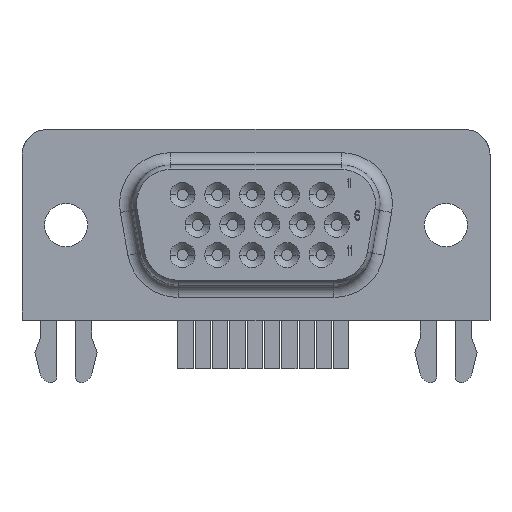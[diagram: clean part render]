
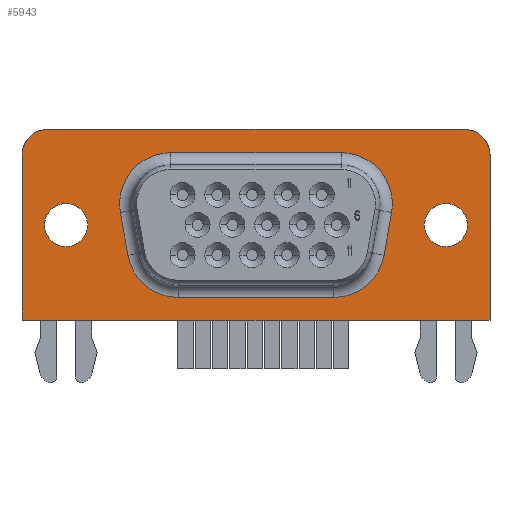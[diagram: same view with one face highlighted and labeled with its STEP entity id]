
A CAD part, top view. The second image highlights one B-rep face of the part: STEP entity #5943.
In plain terms, the highlighted planar face has unit normal (0, 0, 1).
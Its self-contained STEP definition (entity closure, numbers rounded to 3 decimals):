
#611=DIRECTION('',(-0.174,-0.985,0.));
#612=VECTOR('',#611,2.864);
#613=CARTESIAN_POINT('',(8.927,0.828,-6.));
#614=LINE('',#613,#612);
#625=CARTESIAN_POINT('',(5.625,1.41,-6.));
#626=DIRECTION('',(0.,0.,-1.));
#627=DIRECTION('',(0.,1.,0.));
#628=AXIS2_PLACEMENT_3D('',#625,#626,#627);
#639=DIRECTION('',(1.,0.,0.));
#640=VECTOR('',#639,11.25);
#641=CARTESIAN_POINT('',(-5.625,4.763,-6.));
#642=LINE('',#641,#640);
#653=CARTESIAN_POINT('',(-5.625,1.41,-6.));
#654=DIRECTION('',(0.,0.,-1.));
#655=DIRECTION('',(-0.985,-0.174,0.));
#656=AXIS2_PLACEMENT_3D('',#653,#654,#655);
#667=DIRECTION('',(-0.174,0.985,0.));
#668=VECTOR('',#667,2.864);
#669=CARTESIAN_POINT('',(-8.43,-1.992,-6.));
#670=LINE('',#669,#668);
#681=CARTESIAN_POINT('',(-5.128,-1.41,-6.));
#682=DIRECTION('',(0.,0.,-1.));
#683=DIRECTION('',(0.,-1.,0.));
#684=AXIS2_PLACEMENT_3D('',#681,#682,#683);
#695=DIRECTION('',(-1.,0.,0.));
#696=VECTOR('',#695,10.256);
#697=CARTESIAN_POINT('',(5.128,-4.763,-6.));
#698=LINE('',#697,#696);
#709=CARTESIAN_POINT('',(5.128,-1.41,-6.));
#710=DIRECTION('',(0.,0.,-1.));
#711=DIRECTION('',(0.985,-0.174,0.));
#712=AXIS2_PLACEMENT_3D('',#709,#710,#711);
#714=DIRECTION('',(1.,0.,0.));
#715=VECTOR('',#714,27.4);
#716=CARTESIAN_POINT('',(-13.7,6.3,-6.));
#717=LINE('',#716,#715);
#718=CARTESIAN_POINT('',(12.5,0.,-6.));
#719=DIRECTION('',(0.,0.,1.));
#720=DIRECTION('',(1.,0.,0.));
#721=AXIS2_PLACEMENT_3D('',#718,#719,#720);
#723=CARTESIAN_POINT('',(12.5,0.,-6.));
#724=DIRECTION('',(0.,0.,1.));
#725=DIRECTION('',(-1.,0.,0.));
#726=AXIS2_PLACEMENT_3D('',#723,#724,#725);
#728=CARTESIAN_POINT('',(-12.5,0.,-6.));
#729=DIRECTION('',(0.,0.,1.));
#730=DIRECTION('',(1.,0.,0.));
#731=AXIS2_PLACEMENT_3D('',#728,#729,#730);
#733=CARTESIAN_POINT('',(-12.5,0.,-6.));
#734=DIRECTION('',(0.,0.,1.));
#735=DIRECTION('',(-1.,0.,0.));
#736=AXIS2_PLACEMENT_3D('',#733,#734,#735);
#748=CARTESIAN_POINT('',(13.7,4.6,-6.));
#749=DIRECTION('',(0.,0.,1.));
#750=DIRECTION('',(1.,0.,0.));
#751=AXIS2_PLACEMENT_3D('',#748,#749,#750);
#793=DIRECTION('',(0.,-1.,0.));
#794=VECTOR('',#793,10.85);
#795=CARTESIAN_POINT('',(15.4,4.6,-6.));
#796=LINE('',#795,#794);
#1206=DIRECTION('',(1.,0.,0.));
#1207=VECTOR('',#1206,30.8);
#1208=CARTESIAN_POINT('',(-15.4,-6.25,-6.));
#1209=LINE('',#1208,#1207);
#2000=DIRECTION('',(0.,-1.,0.));
#2001=VECTOR('',#2000,10.85);
#2002=CARTESIAN_POINT('',(-15.4,4.6,-6.));
#2003=LINE('',#2002,#2001);
#2102=CARTESIAN_POINT('',(-13.7,4.6,-6.));
#2103=DIRECTION('',(0.,0.,1.));
#2104=DIRECTION('',(0.,1.,0.));
#2105=AXIS2_PLACEMENT_3D('',#2102,#2103,#2104);
#4028=CARTESIAN_POINT('',(-15.4,-6.25,-6.));
#4030=VERTEX_POINT('',#4028);
#4038=CARTESIAN_POINT('',(15.4,-6.25,-6.));
#4040=VERTEX_POINT('',#4038);
#4060=CARTESIAN_POINT('',(15.4,4.6,-6.));
#4061=CARTESIAN_POINT('',(13.7,6.3,-6.));
#4062=VERTEX_POINT('',#4060);
#4063=VERTEX_POINT('',#4061);
#4066=CARTESIAN_POINT('',(-13.7,6.3,-6.));
#4068=VERTEX_POINT('',#4066);
#4070=CARTESIAN_POINT('',(-15.4,4.6,-6.));
#4071=VERTEX_POINT('',#4070);
#4072=CARTESIAN_POINT('',(13.92,0.,-6.));
#4073=CARTESIAN_POINT('',(11.08,0.,-6.));
#4074=VERTEX_POINT('',#4072);
#4075=VERTEX_POINT('',#4073);
#4076=CARTESIAN_POINT('',(-11.08,0.,-6.));
#4077=CARTESIAN_POINT('',(-13.92,0.,-6.));
#4078=VERTEX_POINT('',#4076);
#4079=VERTEX_POINT('',#4077);
#4084=CARTESIAN_POINT('',(-5.625,4.763,-6.));
#4085=CARTESIAN_POINT('',(5.625,4.763,-6.));
#4086=VERTEX_POINT('',#4084);
#4087=VERTEX_POINT('',#4085);
#4090=CARTESIAN_POINT('',(-8.927,0.828,-6.));
#4091=VERTEX_POINT('',#4090);
#4094=CARTESIAN_POINT('',(-8.43,-1.992,-6.));
#4095=VERTEX_POINT('',#4094);
#4098=CARTESIAN_POINT('',(-5.128,-4.763,-6.));
#4099=VERTEX_POINT('',#4098);
#4102=CARTESIAN_POINT('',(5.128,-4.763,-6.));
#4103=VERTEX_POINT('',#4102);
#4106=CARTESIAN_POINT('',(8.43,-1.992,-6.));
#4107=VERTEX_POINT('',#4106);
#4110=CARTESIAN_POINT('',(8.927,0.828,-6.));
#4111=VERTEX_POINT('',#4110);
#5902=CARTESIAN_POINT('',(-15.4,6.3,-6.));
#5903=DIRECTION('',(0.,0.,1.));
#5904=DIRECTION('',(0.,-1.,0.));
#5905=AXIS2_PLACEMENT_3D('',#5902,#5903,#5904);
#5906=PLANE('',#5905);
#5908=ORIENTED_EDGE('',*,*,#5907,.F.);
#5910=ORIENTED_EDGE('',*,*,#5909,.T.);
#5912=ORIENTED_EDGE('',*,*,#5911,.F.);
#5914=ORIENTED_EDGE('',*,*,#5913,.F.);
#5916=ORIENTED_EDGE('',*,*,#5915,.F.);
#5918=ORIENTED_EDGE('',*,*,#5917,.T.);
#5919=EDGE_LOOP('',(#5908,#5910,#5912,#5914,#5916,#5918));
#5920=FACE_OUTER_BOUND('',#5919,.F.);
#5922=ORIENTED_EDGE('',*,*,#5921,.T.);
#5924=ORIENTED_EDGE('',*,*,#5923,.T.);
#5925=EDGE_LOOP('',(#5922,#5924));
#5926=FACE_BOUND('',#5925,.F.);
#5928=ORIENTED_EDGE('',*,*,#5927,.T.);
#5930=ORIENTED_EDGE('',*,*,#5929,.T.);
#5931=EDGE_LOOP('',(#5928,#5930));
#5932=FACE_BOUND('',#5931,.F.);
#5933=ORIENTED_EDGE('',*,*,#5827,.F.);
#5934=ORIENTED_EDGE('',*,*,#5841,.F.);
#5935=ORIENTED_EDGE('',*,*,#5855,.F.);
#5936=ORIENTED_EDGE('',*,*,#5869,.F.);
#5937=ORIENTED_EDGE('',*,*,#5883,.F.);
#5938=ORIENTED_EDGE('',*,*,#5896,.F.);
#5939=ORIENTED_EDGE('',*,*,#5798,.F.);
#5940=ORIENTED_EDGE('',*,*,#5813,.F.);
#5941=EDGE_LOOP('',(#5933,#5934,#5935,#5936,#5937,#5938,#5939,#5940));
#5942=FACE_BOUND('',#5941,.F.);
#629=CIRCLE('',#628,3.353);
#657=CIRCLE('',#656,3.353);
#685=CIRCLE('',#684,3.353);
#713=CIRCLE('',#712,3.353);
#722=CIRCLE('',#721,1.42);
#727=CIRCLE('',#726,1.42);
#732=CIRCLE('',#731,1.42);
#737=CIRCLE('',#736,1.42);
#752=CIRCLE('',#751,1.7);
#2106=CIRCLE('',#2105,1.7);
#5798=EDGE_CURVE('',#4111,#4107,#614,.T.);
#5813=EDGE_CURVE('',#4087,#4111,#629,.T.);
#5827=EDGE_CURVE('',#4086,#4087,#642,.T.);
#5841=EDGE_CURVE('',#4091,#4086,#657,.T.);
#5855=EDGE_CURVE('',#4095,#4091,#670,.T.);
#5869=EDGE_CURVE('',#4099,#4095,#685,.T.);
#5883=EDGE_CURVE('',#4103,#4099,#698,.T.);
#5896=EDGE_CURVE('',#4107,#4103,#713,.T.);
#5907=EDGE_CURVE('',#4062,#4063,#752,.T.);
#5909=EDGE_CURVE('',#4062,#4040,#796,.T.);
#5911=EDGE_CURVE('',#4030,#4040,#1209,.T.);
#5913=EDGE_CURVE('',#4071,#4030,#2003,.T.);
#5915=EDGE_CURVE('',#4068,#4071,#2106,.T.);
#5917=EDGE_CURVE('',#4068,#4063,#717,.T.);
#5921=EDGE_CURVE('',#4074,#4075,#722,.T.);
#5923=EDGE_CURVE('',#4075,#4074,#727,.T.);
#5927=EDGE_CURVE('',#4078,#4079,#732,.T.);
#5929=EDGE_CURVE('',#4079,#4078,#737,.T.);
#5943=ADVANCED_FACE('',(#5920,#5926,#5932,#5942),#5906,.T.);
